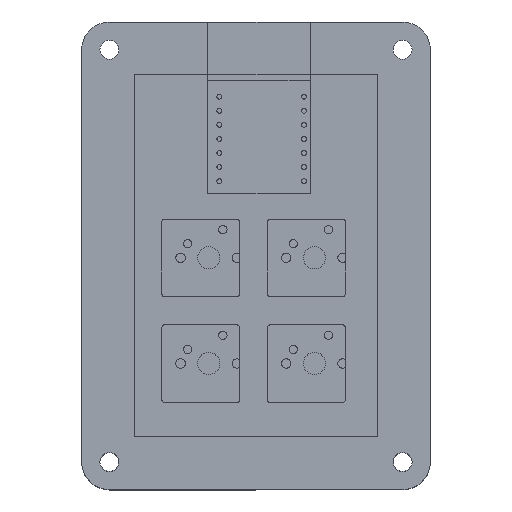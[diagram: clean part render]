
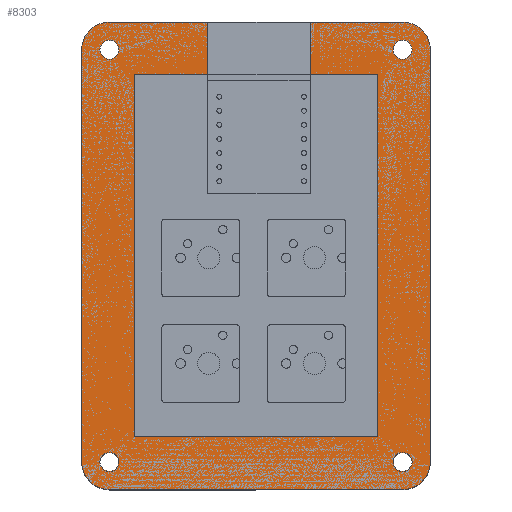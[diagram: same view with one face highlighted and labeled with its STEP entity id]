
A CAD part, top view. The second image highlights one B-rep face of the part: STEP entity #8303.
In plain terms, the highlighted planar face has unit normal (0, 0, 1).
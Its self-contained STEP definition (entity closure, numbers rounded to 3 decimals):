
#619=FACE_BOUND('',#1392,.T.);
#620=FACE_BOUND('',#1393,.T.);
#621=FACE_BOUND('',#1394,.T.);
#622=FACE_BOUND('',#1395,.T.);
#740=PLANE('',#8801);
#935=FACE_OUTER_BOUND('',#1391,.T.);
#1391=EDGE_LOOP('',(#5711,#5712,#5713,#5714,#5715,#5716,#5717,#5718,#5719,
#5720,#5721,#5722,#5723,#5724,#5725,#5726));
#1392=EDGE_LOOP('',(#5727));
#1393=EDGE_LOOP('',(#5728));
#1394=EDGE_LOOP('',(#5729));
#1395=EDGE_LOOP('',(#5730));
#1967=LINE('',#10795,#2709);
#1971=LINE('',#10803,#2713);
#1974=LINE('',#10809,#2716);
#1975=LINE('',#10813,#2717);
#1976=LINE('',#10817,#2718);
#1977=LINE('',#10820,#2719);
#1978=LINE('',#10822,#2720);
#1979=LINE('',#10824,#2721);
#1980=LINE('',#10826,#2722);
#1981=LINE('',#10828,#2723);
#1982=LINE('',#10830,#2724);
#1983=LINE('',#10831,#2725);
#2709=VECTOR('',#9225,10.);
#2713=VECTOR('',#9229,10.);
#2716=VECTOR('',#9234,10.);
#2717=VECTOR('',#9237,10.);
#2718=VECTOR('',#9240,10.);
#2719=VECTOR('',#9243,10.);
#2720=VECTOR('',#9244,10.);
#2721=VECTOR('',#9245,10.);
#2722=VECTOR('',#9246,10.);
#2723=VECTOR('',#9247,10.);
#2724=VECTOR('',#9248,10.);
#2725=VECTOR('',#9249,10.);
#3449=CIRCLE('',#8798,5.);
#3451=CIRCLE('',#8802,5.);
#3452=CIRCLE('',#8803,5.);
#3453=CIRCLE('',#8804,5.);
#3454=CIRCLE('',#8805,1.7);
#3455=CIRCLE('',#8806,1.7);
#3456=CIRCLE('',#8807,1.7);
#3457=CIRCLE('',#8808,1.7);
#3589=VERTEX_POINT('',#10785);
#3590=VERTEX_POINT('',#10786);
#3593=VERTEX_POINT('',#10794);
#3596=VERTEX_POINT('',#10800);
#3597=VERTEX_POINT('',#10802);
#3599=VERTEX_POINT('',#10808);
#3600=VERTEX_POINT('',#10810);
#3601=VERTEX_POINT('',#10812);
#3602=VERTEX_POINT('',#10814);
#3603=VERTEX_POINT('',#10816);
#3604=VERTEX_POINT('',#10819);
#3605=VERTEX_POINT('',#10821);
#3606=VERTEX_POINT('',#10823);
#3607=VERTEX_POINT('',#10825);
#3608=VERTEX_POINT('',#10827);
#3609=VERTEX_POINT('',#10829);
#3610=VERTEX_POINT('',#10832);
#3611=VERTEX_POINT('',#10834);
#3612=VERTEX_POINT('',#10836);
#3613=VERTEX_POINT('',#10838);
#4433=EDGE_CURVE('',#3589,#3590,#3449,.T.);
#4437=EDGE_CURVE('',#3593,#3590,#1967,.T.);
#4441=EDGE_CURVE('',#3597,#3596,#1971,.T.);
#4444=EDGE_CURVE('',#3589,#3599,#1974,.T.);
#4445=EDGE_CURVE('',#3600,#3599,#3451,.T.);
#4446=EDGE_CURVE('',#3600,#3601,#1975,.T.);
#4447=EDGE_CURVE('',#3602,#3601,#3452,.T.);
#4448=EDGE_CURVE('',#3602,#3603,#1976,.T.);
#4449=EDGE_CURVE('',#3597,#3603,#3453,.T.);
#4450=EDGE_CURVE('',#3596,#3604,#1977,.T.);
#4451=EDGE_CURVE('',#3604,#3605,#1978,.T.);
#4452=EDGE_CURVE('',#3605,#3606,#1979,.T.);
#4453=EDGE_CURVE('',#3606,#3607,#1980,.T.);
#4454=EDGE_CURVE('',#3607,#3608,#1981,.T.);
#4455=EDGE_CURVE('',#3608,#3609,#1982,.T.);
#4456=EDGE_CURVE('',#3609,#3593,#1983,.T.);
#4457=EDGE_CURVE('',#3610,#3610,#3454,.T.);
#4458=EDGE_CURVE('',#3611,#3611,#3455,.T.);
#4459=EDGE_CURVE('',#3612,#3612,#3456,.T.);
#4460=EDGE_CURVE('',#3613,#3613,#3457,.T.);
#5711=ORIENTED_EDGE('',*,*,#4433,.F.);
#5712=ORIENTED_EDGE('',*,*,#4444,.T.);
#5713=ORIENTED_EDGE('',*,*,#4445,.F.);
#5714=ORIENTED_EDGE('',*,*,#4446,.T.);
#5715=ORIENTED_EDGE('',*,*,#4447,.F.);
#5716=ORIENTED_EDGE('',*,*,#4448,.T.);
#5717=ORIENTED_EDGE('',*,*,#4449,.F.);
#5718=ORIENTED_EDGE('',*,*,#4441,.T.);
#5719=ORIENTED_EDGE('',*,*,#4450,.T.);
#5720=ORIENTED_EDGE('',*,*,#4451,.T.);
#5721=ORIENTED_EDGE('',*,*,#4452,.T.);
#5722=ORIENTED_EDGE('',*,*,#4453,.T.);
#5723=ORIENTED_EDGE('',*,*,#4454,.T.);
#5724=ORIENTED_EDGE('',*,*,#4455,.T.);
#5725=ORIENTED_EDGE('',*,*,#4456,.T.);
#5726=ORIENTED_EDGE('',*,*,#4437,.T.);
#5727=ORIENTED_EDGE('',*,*,#4457,.T.);
#5728=ORIENTED_EDGE('',*,*,#4458,.T.);
#5729=ORIENTED_EDGE('',*,*,#4459,.T.);
#5730=ORIENTED_EDGE('',*,*,#4460,.T.);
#8303=ADVANCED_FACE('',(#935,#619,#620,#621,#622),#740,.T.);
#8798=AXIS2_PLACEMENT_3D('',#10787,#9217,#9218);
#8801=AXIS2_PLACEMENT_3D('',#10807,#9232,#9233);
#8802=AXIS2_PLACEMENT_3D('',#10811,#9235,#9236);
#8803=AXIS2_PLACEMENT_3D('',#10815,#9238,#9239);
#8804=AXIS2_PLACEMENT_3D('',#10818,#9241,#9242);
#8805=AXIS2_PLACEMENT_3D('',#10833,#9250,#9251);
#8806=AXIS2_PLACEMENT_3D('',#10835,#9252,#9253);
#8807=AXIS2_PLACEMENT_3D('',#10837,#9254,#9255);
#8808=AXIS2_PLACEMENT_3D('',#10839,#9256,#9257);
#9217=DIRECTION('center_axis',(0.,0.,-1.));
#9218=DIRECTION('ref_axis',(-0.707,0.707,0.));
#9225=DIRECTION('',(-1.,0.,0.));
#9229=DIRECTION('',(-1.,0.,0.));
#9232=DIRECTION('center_axis',(0.,0.,1.));
#9233=DIRECTION('ref_axis',(1.,0.,0.));
#9234=DIRECTION('',(0.,-1.,0.));
#9235=DIRECTION('center_axis',(0.,0.,-1.));
#9236=DIRECTION('ref_axis',(-0.707,-0.707,0.));
#9237=DIRECTION('',(1.,0.,0.));
#9238=DIRECTION('center_axis',(0.,0.,-1.));
#9239=DIRECTION('ref_axis',(0.707,-0.707,0.));
#9240=DIRECTION('',(0.,1.,0.));
#9241=DIRECTION('center_axis',(0.,0.,-1.));
#9242=DIRECTION('ref_axis',(0.707,0.707,0.));
#9243=DIRECTION('',(0.,-1.,0.));
#9244=DIRECTION('',(1.,0.,0.));
#9245=DIRECTION('',(0.,-1.,0.));
#9246=DIRECTION('',(-1.,0.,0.));
#9247=DIRECTION('',(0.,1.,0.));
#9248=DIRECTION('',(1.,0.,0.));
#9249=DIRECTION('',(0.,1.,0.));
#9250=DIRECTION('center_axis',(0.,0.,-1.));
#9251=DIRECTION('ref_axis',(1.,0.,0.));
#9252=DIRECTION('center_axis',(0.,0.,-1.));
#9253=DIRECTION('ref_axis',(1.,0.,0.));
#9254=DIRECTION('center_axis',(0.,0.,-1.));
#9255=DIRECTION('ref_axis',(1.,0.,0.));
#9256=DIRECTION('center_axis',(0.,0.,-1.));
#9257=DIRECTION('ref_axis',(1.,0.,0.));
#10785=CARTESIAN_POINT('',(-31.43,37.15,13.));
#10786=CARTESIAN_POINT('',(-26.43,42.15,13.));
#10787=CARTESIAN_POINT('Origin',(-26.43,37.15,13.));
#10794=CARTESIAN_POINT('',(-8.706,42.15,13.));
#10795=CARTESIAN_POINT('',(-31.43,42.15,13.));
#10800=CARTESIAN_POINT('',(9.794,42.15,13.));
#10802=CARTESIAN_POINT('',(26.43,42.15,13.));
#10803=CARTESIAN_POINT('',(-31.43,42.15,13.));
#10807=CARTESIAN_POINT('Origin',(-26.43,37.15,13.));
#10808=CARTESIAN_POINT('',(-31.43,-37.15,13.));
#10809=CARTESIAN_POINT('',(-31.43,-42.15,13.));
#10810=CARTESIAN_POINT('',(-26.43,-42.15,13.));
#10811=CARTESIAN_POINT('Origin',(-26.43,-37.15,13.));
#10812=CARTESIAN_POINT('',(26.43,-42.15,13.));
#10813=CARTESIAN_POINT('',(31.43,-42.15,13.));
#10814=CARTESIAN_POINT('',(31.43,-37.15,13.));
#10815=CARTESIAN_POINT('Origin',(26.43,-37.15,13.));
#10816=CARTESIAN_POINT('',(31.43,37.15,13.));
#10817=CARTESIAN_POINT('',(31.43,42.15,13.));
#10818=CARTESIAN_POINT('Origin',(26.43,37.15,13.));
#10819=CARTESIAN_POINT('',(9.794,32.65,13.));
#10820=CARTESIAN_POINT('',(9.794,39.65,13.));
#10821=CARTESIAN_POINT('',(21.93,32.65,13.));
#10822=CARTESIAN_POINT('',(21.93,32.65,13.));
#10823=CARTESIAN_POINT('',(21.93,-32.65,13.));
#10824=CARTESIAN_POINT('',(21.93,-32.65,13.));
#10825=CARTESIAN_POINT('',(-21.93,-32.65,13.));
#10826=CARTESIAN_POINT('',(-21.93,-32.65,13.));
#10827=CARTESIAN_POINT('',(-21.93,32.65,13.));
#10828=CARTESIAN_POINT('',(-21.93,32.65,13.));
#10829=CARTESIAN_POINT('',(-8.706,32.65,13.));
#10830=CARTESIAN_POINT('',(21.93,32.65,13.));
#10831=CARTESIAN_POINT('',(-8.706,34.9,13.));
#10832=CARTESIAN_POINT('',(-28.13,37.15,13.));
#10833=CARTESIAN_POINT('Origin',(-26.43,37.15,13.));
#10834=CARTESIAN_POINT('',(24.73,-37.15,13.));
#10835=CARTESIAN_POINT('Origin',(26.43,-37.15,13.));
#10836=CARTESIAN_POINT('',(-28.13,-37.15,13.));
#10837=CARTESIAN_POINT('Origin',(-26.43,-37.15,13.));
#10838=CARTESIAN_POINT('',(24.73,37.15,13.));
#10839=CARTESIAN_POINT('Origin',(26.43,37.15,13.));
